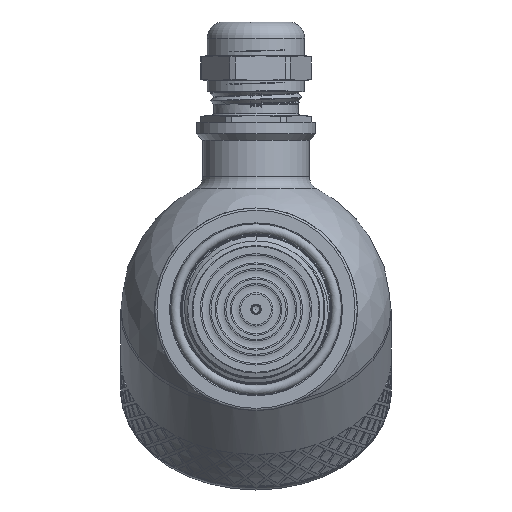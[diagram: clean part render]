
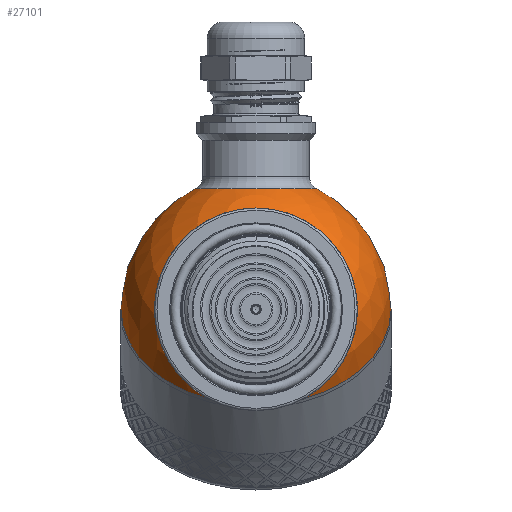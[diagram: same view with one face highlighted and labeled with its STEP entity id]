
A CAD part, left-side view. The second image highlights one B-rep face of the part: STEP entity #27101.
In plain terms, the highlighted spherical face has radius 30 mm.
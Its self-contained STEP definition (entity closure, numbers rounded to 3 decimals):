
#16=SPHERICAL_SURFACE('',#28883,30.);
#1139=FACE_BOUND('',#4267,.T.);
#1140=FACE_BOUND('',#4268,.T.);
#2497=FACE_OUTER_BOUND('',#4266,.T.);
#4266=EDGE_LOOP('',(#20791,#20792,#20793,#20794));
#4267=EDGE_LOOP('',(#20795));
#4268=EDGE_LOOP('',(#20796));
#5863=CIRCLE('',#28880,15.643);
#5866=CIRCLE('',#28884,30.);
#5867=CIRCLE('',#28885,30.);
#5868=CIRCLE('',#28886,30.);
#5869=CIRCLE('',#28887,13.5);
#11491=VERTEX_POINT('',#47845);
#11493=VERTEX_POINT('',#47851);
#11494=VERTEX_POINT('',#47852);
#11495=VERTEX_POINT('',#47854);
#11496=VERTEX_POINT('',#47857);
#14888=EDGE_CURVE('',#11491,#11491,#5863,.T.);
#14891=EDGE_CURVE('',#11493,#11494,#5866,.T.);
#14892=EDGE_CURVE('',#11493,#11495,#5867,.T.);
#14893=EDGE_CURVE('',#11494,#11493,#5868,.T.);
#14894=EDGE_CURVE('',#11496,#11496,#5869,.T.);
#20791=ORIENTED_EDGE('',*,*,#14891,.F.);
#20792=ORIENTED_EDGE('',*,*,#14892,.T.);
#20793=ORIENTED_EDGE('',*,*,#14892,.F.);
#20794=ORIENTED_EDGE('',*,*,#14893,.F.);
#20795=ORIENTED_EDGE('',*,*,#14888,.F.);
#20796=ORIENTED_EDGE('',*,*,#14894,.F.);
#27101=ADVANCED_FACE('',(#2497,#1139,#1140),#16,.T.);
#28880=AXIS2_PLACEMENT_3D('',#47846,#31280,#31281);
#28883=AXIS2_PLACEMENT_3D('',#47850,#31286,#31287);
#28884=AXIS2_PLACEMENT_3D('',#47853,#31288,#31289);
#28885=AXIS2_PLACEMENT_3D('',#47855,#31290,#31291);
#28886=AXIS2_PLACEMENT_3D('',#47856,#31292,#31293);
#28887=AXIS2_PLACEMENT_3D('',#47858,#31294,#31295);
#31280=DIRECTION('center_axis',(-0.707,0.,0.707));
#31281=DIRECTION('ref_axis',(0.707,0.,0.707));
#31286=DIRECTION('center_axis',(1.,0.,0.));
#31287=DIRECTION('ref_axis',(0.,-1.,0.));
#31288=DIRECTION('center_axis',(1.,0.,0.));
#31289=DIRECTION('ref_axis',(0.,1.,0.));
#31290=DIRECTION('center_axis',(0.,0.,1.));
#31291=DIRECTION('ref_axis',(0.,1.,0.));
#31292=DIRECTION('center_axis',(1.,0.,0.));
#31293=DIRECTION('ref_axis',(0.,1.,0.));
#31294=DIRECTION('center_axis',(-0.707,0.,-0.707));
#31295=DIRECTION('ref_axis',(-0.707,0.,0.707));
#47845=CARTESIAN_POINT('',(-29.162,0.,7.04));
#47846=CARTESIAN_POINT('Origin',(-18.101,0.,18.101));
#47850=CARTESIAN_POINT('Origin',(0.,0.,0.));
#47851=CARTESIAN_POINT('',(0.,30.,0.));
#47852=CARTESIAN_POINT('',(0.,-30.,0.));
#47853=CARTESIAN_POINT('Origin',(0.,0.,0.));
#47854=CARTESIAN_POINT('',(-30.,0.,0.));
#47855=CARTESIAN_POINT('Origin',(0.,0.,0.));
#47856=CARTESIAN_POINT('Origin',(0.,0.,0.));
#47857=CARTESIAN_POINT('',(-9.398,0.,-28.49));
#47858=CARTESIAN_POINT('Origin',(-18.944,0.,-18.944));
